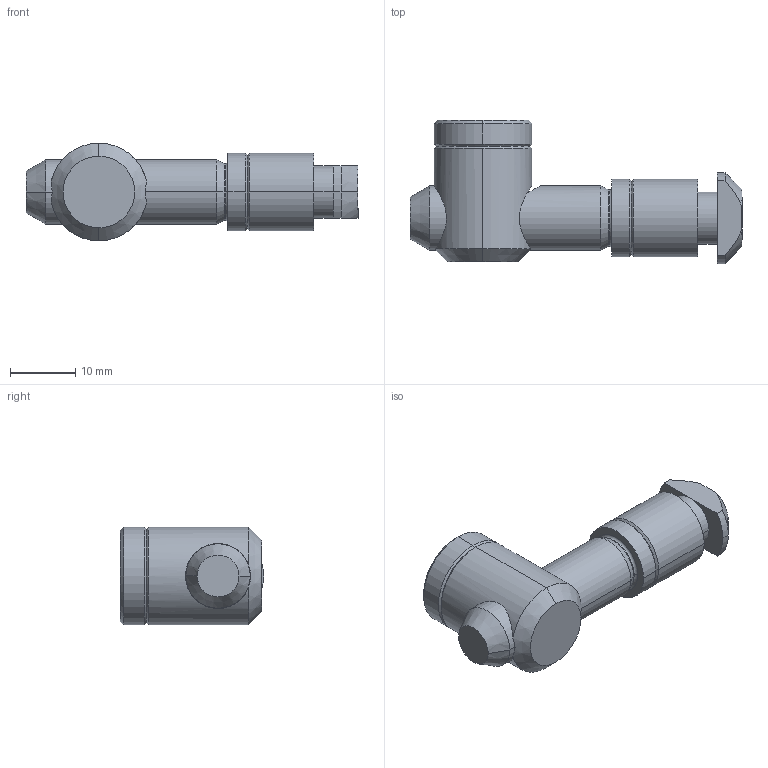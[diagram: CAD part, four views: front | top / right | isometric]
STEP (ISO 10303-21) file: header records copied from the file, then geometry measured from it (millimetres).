
FILE_DESCRIPTION (( 'STEP AP214' ), '1' );
FILE_NAME ('1.21.3F1.STEP', '2024-10-04T18:23:43', ( '' ), ( '' ), 'SwSTEP 2.0', 'SolidWorks 2024', '' );
FILE_SCHEMA (( 'AUTOMOTIVE_DESIGN' ));
Length unit declared in the file: millimetre
Products named in the file (1): 1.21.3F1
Bounding box: 51 x 22 x 15 mm (x, y, z)
Volume: 6568.8 mm3; surface area: 3708.4 mm2
Topology: 2 solids, 2 shells, 73 faces, 172 edges, 101 vertices
Faces by surface type: cone 27, cylinder 20, plane 20, torus 6
Entity records: 2411 total; most frequent: CARTESIAN_POINT 709, DIRECTION 367, ORIENTED_EDGE 336, EDGE_CURVE 168, AXIS2_PLACEMENT_3D 145, VERTEX_POINT 101, VECTOR 77, EDGE_LOOP 77
